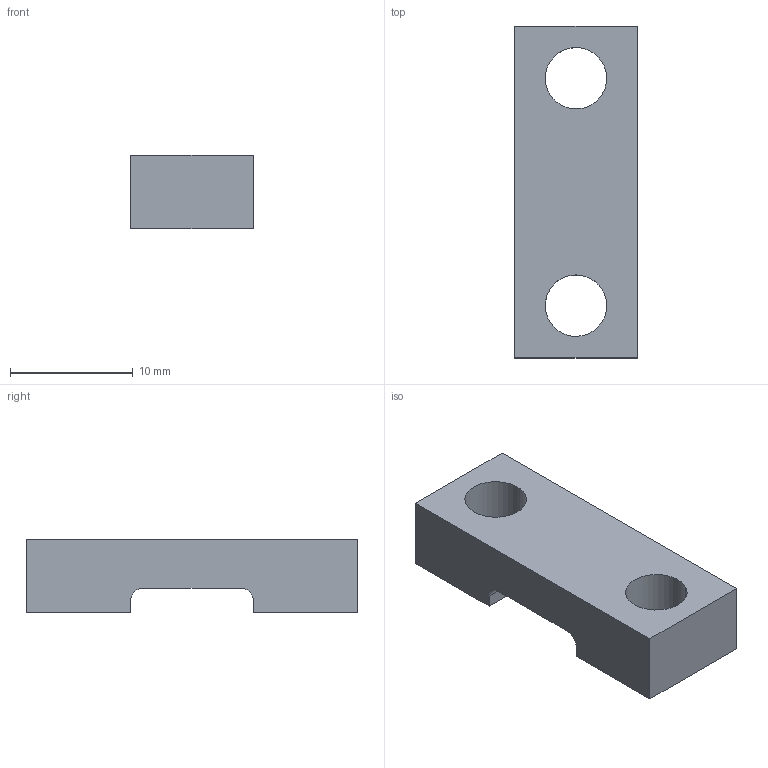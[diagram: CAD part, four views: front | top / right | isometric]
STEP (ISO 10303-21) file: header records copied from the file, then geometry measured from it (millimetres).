
FILE_DESCRIPTION(('CATIA V5 STEP Exchange'),'2;1');
FILE_NAME('capot_gauche.stp','2018-06-03T13:08:31+00:00',('none'),('none'),'CATIA Version 5 Release 20 GA (IN-10)','CATIA V5 STEP AP203','none');
FILE_SCHEMA(('CONFIG_CONTROL_DESIGN'));
Length unit declared in the file: millimetre
Products named in the file (1): Capot_support_axe_arr
Bounding box: 10 x 27 x 6 mm (x, y, z)
Volume: 1188.7 mm3; surface area: 1086.2 mm2
Topology: 1 solids, 1 shells, 17 faces, 45 edges, 30 vertices
Faces by surface type: plane 11, cylinder 6
Entity records: 549 total; most frequent: ORIENTED_EDGE 90, CARTESIAN_POINT 89, DIRECTION 71, EDGE_CURVE 45, VECTOR 33, LINE 33, VERTEX_POINT 30, AXIS2_PLACEMENT_3D 26
